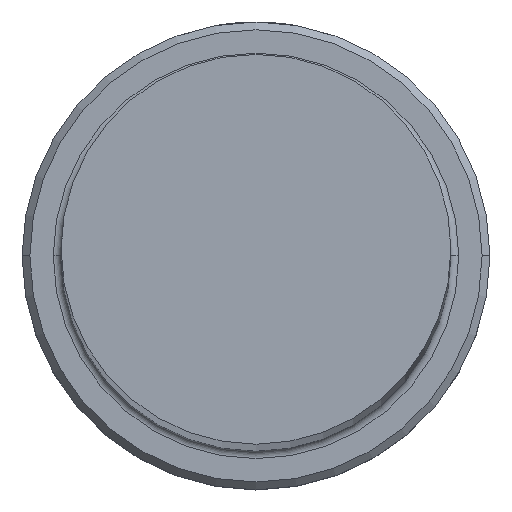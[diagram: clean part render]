
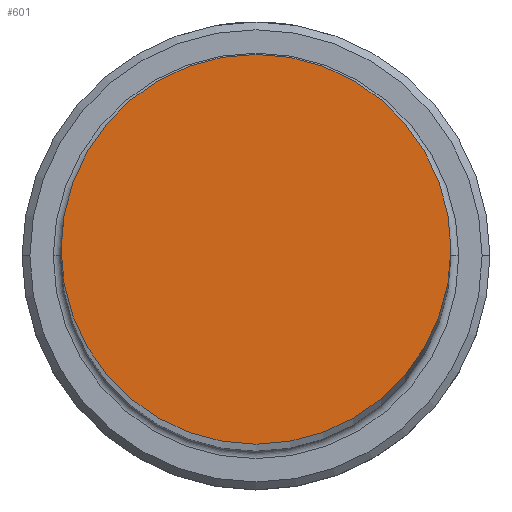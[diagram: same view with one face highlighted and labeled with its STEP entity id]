
A CAD part, top view. The second image highlights one B-rep face of the part: STEP entity #601.
In plain terms, the highlighted planar face has unit normal (0, 0, 1).
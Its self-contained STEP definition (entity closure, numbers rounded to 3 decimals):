
#24 = EDGE_CURVE ( 'NONE', #341, #396, #614, .T. ) ;
#46 = CARTESIAN_POINT ( 'NONE',  ( -12.5, 0., 250. ) ) ;
#104 = DIRECTION ( 'NONE',  ( 0., 0., 1. ) ) ;
#303 = EDGE_LOOP ( 'NONE', ( #586, #463 ) ) ;
#341 = VERTEX_POINT ( 'NONE', #1073 ) ;
#385 = EDGE_CURVE ( 'NONE', #396, #341, #1099, .T. ) ;
#396 = VERTEX_POINT ( 'NONE', #46 ) ;
#418 = DIRECTION ( 'NONE',  ( 0., 0., 1. ) ) ;
#463 = ORIENTED_EDGE ( 'NONE', *, *, #24, .T. ) ;
#467 = CARTESIAN_POINT ( 'NONE',  ( 0., 0., 250. ) ) ;
#555 = PLANE ( 'NONE',  #923 ) ;
#586 = ORIENTED_EDGE ( 'NONE', *, *, #385, .T. ) ;
#601 = ADVANCED_FACE ( 'NONE', ( #1133 ), #555, .T. ) ;
#614 = CIRCLE ( 'NONE', #1006, 12.5 ) ;
#634 = AXIS2_PLACEMENT_3D ( 'NONE', #992, #418, #1081 ) ;
#650 = DIRECTION ( 'NONE',  ( 1., 0., 0. ) ) ;
#923 = AXIS2_PLACEMENT_3D ( 'NONE', #467, #104, #650 ) ;
#934 = DIRECTION ( 'NONE',  ( 1., 0., 0. ) ) ;
#992 = CARTESIAN_POINT ( 'NONE',  ( 0., 0., 250. ) ) ;
#1006 = AXIS2_PLACEMENT_3D ( 'NONE', #1023, #1020, #934 ) ;
#1020 = DIRECTION ( 'NONE',  ( 0., 0., 1. ) ) ;
#1023 = CARTESIAN_POINT ( 'NONE',  ( 0., 0., 250. ) ) ;
#1073 = CARTESIAN_POINT ( 'NONE',  ( 12.5, 0., 250. ) ) ;
#1081 = DIRECTION ( 'NONE',  ( 1., 0., 0. ) ) ;
#1099 = CIRCLE ( 'NONE', #634, 12.5 ) ;
#1133 = FACE_OUTER_BOUND ( 'NONE', #303, .T. ) ;
